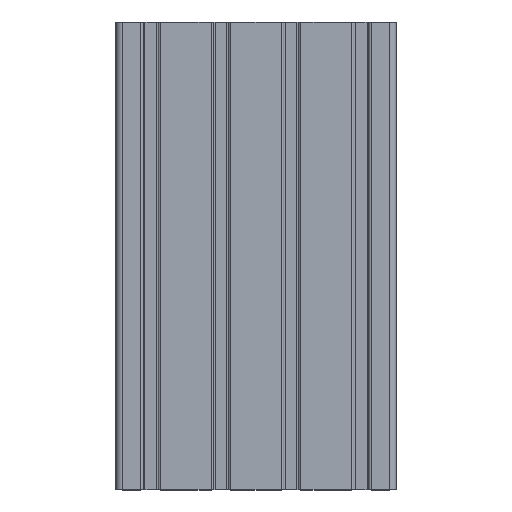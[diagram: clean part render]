
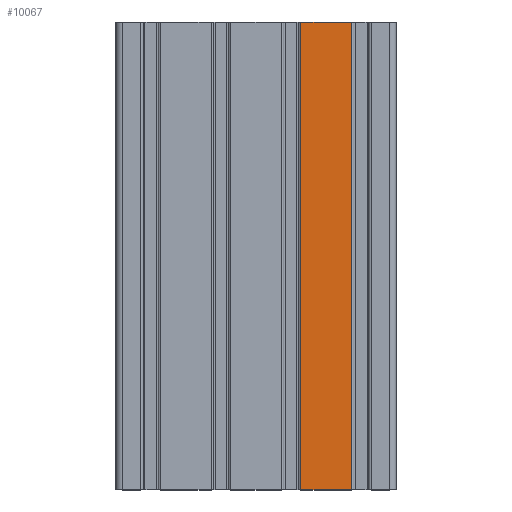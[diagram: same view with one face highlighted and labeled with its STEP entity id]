
A CAD part, top view. The second image highlights one B-rep face of the part: STEP entity #10067.
In plain terms, the highlighted planar face has unit normal (0, 0, 1).
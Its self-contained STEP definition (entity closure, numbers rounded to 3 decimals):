
#341 = CARTESIAN_POINT ( 'NONE',  ( 19.175, 200., 30. ) ) ;
#2219 = VERTEX_POINT ( 'NONE', #14346 ) ;
#2262 = DIRECTION ( 'NONE',  ( 0., -1., 0. ) ) ;
#2960 = VECTOR ( 'NONE', #11453, 1000. ) ;
#3006 = ORIENTED_EDGE ( 'NONE', *, *, #15656, .T. ) ;
#3965 = VECTOR ( 'NONE', #9553, 1000. ) ;
#3991 = PLANE ( 'NONE',  #8518 ) ;
#4087 = FACE_OUTER_BOUND ( 'NONE', #11876, .T. ) ;
#5963 = DIRECTION ( 'NONE',  ( 1., 0., 0. ) ) ;
#6084 = VERTEX_POINT ( 'NONE', #341 ) ;
#6260 = EDGE_CURVE ( 'NONE', #6084, #2219, #17111, .T. ) ;
#6801 = LINE ( 'NONE', #8514, #2960 ) ;
#7057 = ORIENTED_EDGE ( 'NONE', *, *, #6260, .T. ) ;
#7372 = LINE ( 'NONE', #14738, #18199 ) ;
#7992 = VERTEX_POINT ( 'NONE', #12218 ) ;
#8039 = LINE ( 'NONE', #12356, #3965 ) ;
#8514 = CARTESIAN_POINT ( 'NONE',  ( 40.825, 0., 30. ) ) ;
#8518 = AXIS2_PLACEMENT_3D ( 'NONE', #9942, #15525, #14212 ) ;
#9553 = DIRECTION ( 'NONE',  ( 1., 0., 0. ) ) ;
#9942 = CARTESIAN_POINT ( 'NONE',  ( 19.175, 0., 30. ) ) ;
#10067 = ADVANCED_FACE ( 'NONE', ( #4087 ), #3991, .T. ) ;
#10858 = CARTESIAN_POINT ( 'NONE',  ( 19.175, 0., 30. ) ) ;
#11453 = DIRECTION ( 'NONE',  ( 0., 1., 0. ) ) ;
#11876 = EDGE_LOOP ( 'NONE', ( #3006, #18639, #14428, #7057 ) ) ;
#11991 = CARTESIAN_POINT ( 'NONE',  ( 40.825, 0., 30. ) ) ;
#12218 = CARTESIAN_POINT ( 'NONE',  ( 40.825, 200., 30. ) ) ;
#12356 = CARTESIAN_POINT ( 'NONE',  ( 19.175, 0., 30. ) ) ;
#14212 = DIRECTION ( 'NONE',  ( 1., 0., 0. ) ) ;
#14346 = CARTESIAN_POINT ( 'NONE',  ( 19.175, 0., 30. ) ) ;
#14413 = VECTOR ( 'NONE', #2262, 1000. ) ;
#14428 = ORIENTED_EDGE ( 'NONE', *, *, #15401, .F. ) ;
#14738 = CARTESIAN_POINT ( 'NONE',  ( 0., 200., 30. ) ) ;
#15401 = EDGE_CURVE ( 'NONE', #6084, #7992, #7372, .T. ) ;
#15525 = DIRECTION ( 'NONE',  ( 0., 0., 1. ) ) ;
#15544 = VERTEX_POINT ( 'NONE', #11991 ) ;
#15656 = EDGE_CURVE ( 'NONE', #2219, #15544, #8039, .T. ) ;
#16776 = EDGE_CURVE ( 'NONE', #15544, #7992, #6801, .T. ) ;
#17111 = LINE ( 'NONE', #10858, #14413 ) ;
#18199 = VECTOR ( 'NONE', #5963, 1000. ) ;
#18639 = ORIENTED_EDGE ( 'NONE', *, *, #16776, .T. ) ;
